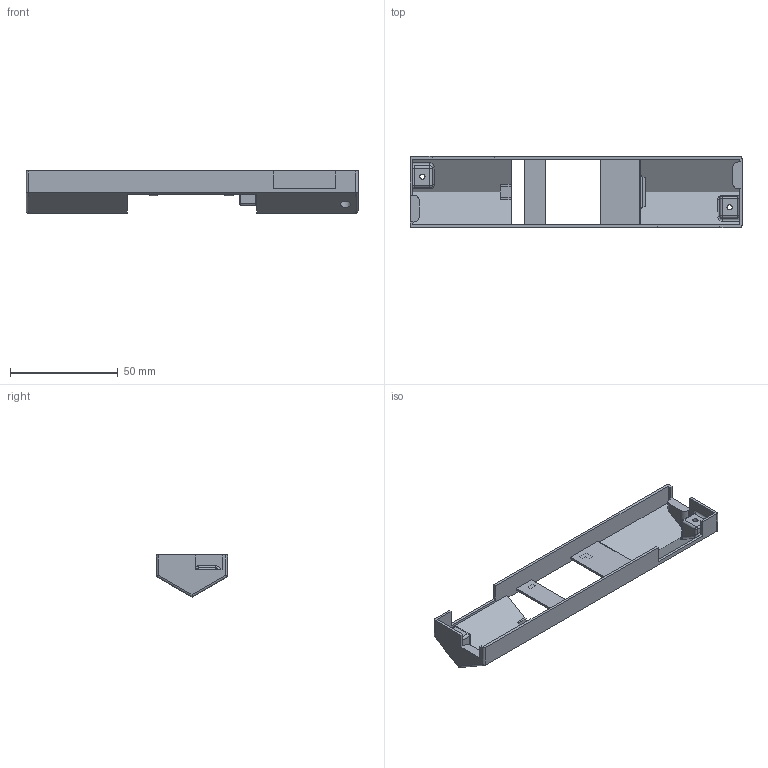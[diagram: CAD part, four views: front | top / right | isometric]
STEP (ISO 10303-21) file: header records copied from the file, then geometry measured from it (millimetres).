
FILE_DESCRIPTION(/* description */ (''),/* implementation_level */ '2;1');
FILE_NAME(/* name */ 'Up_Shell v4.step',/* time_stamp */ '2025-05-21T16:51:27-04:00',/* author */ (''),/* organization */ (''),/* preprocessor_version */ 'ST-DEVELOPER v20.1',/* originating_system */ 'Autodesk Translation Framework v14.4.0.0',/* authorisation */ '');
FILE_SCHEMA (('AUTOMOTIVE_DESIGN { 1 0 10303 214 3 1 1 }'));
Length unit declared in the file: millimetre
Products named in the file (2): Up_Shell; Revised_UpperShell
Assembly tree (1 placements, depth 2):
  Up_Shell
    Revised_UpperShell
Bounding box: 153.75 x 32.91 x 19.5 mm (x, y, z)
Volume: 22500.2 mm3; surface area: 33501.9 mm2
Topology: 6 solids, 6 shells, 348 faces, 892 edges, 546 vertices
Faces by surface type: plane 202, cylinder 108, torus 16, sphere 12, bspline 8, cone 2
Full cylindrical faces by diameter (mm): 2.4 x4, 3.5 x2, 5 x4
Entity records: 10548 total; most frequent: CARTESIAN_POINT 1961, DIRECTION 1796, ORIENTED_EDGE 1760, EDGE_CURVE 880, LINE 650, VECTOR 650, AXIS2_PLACEMENT_3D 573, VERTEX_POINT 546
